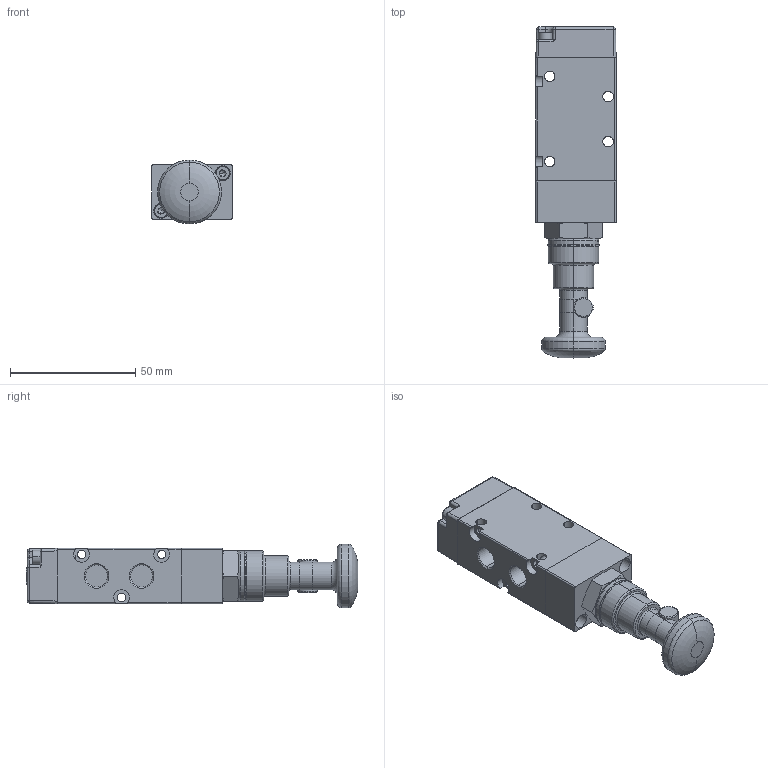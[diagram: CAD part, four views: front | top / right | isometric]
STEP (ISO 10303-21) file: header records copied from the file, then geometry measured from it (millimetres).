
FILE_DESCRIPTION(( '521TT.stp' ), '1');
FILE_NAME( '521TT.stp', '2019-02-01T14:48:22',( 'Sopra'),('sopra-pneumatic.com'), 'SwSTEP 2.0','SolidWorks 2009','' );
FILE_SCHEMA (( 'AUTOMOTIVE_DESIGN' ));
Length unit declared in the file: millimetre
Products named in the file (1): 00_069_4
Bounding box: 32 x 132.55 x 25.5 mm (x, y, z)
Volume: 64883.8 mm3; surface area: 21601.6 mm2
Topology: 8 solids, 8 shells, 814 faces, 2162 edges, 1383 vertices
Faces by surface type: plane 565, cylinder 112, cone 63, torus 40, bspline 34
Entity records: 28554 total; most frequent: CARTESIAN_POINT 7689, ORIENTED_EDGE 4300, DIRECTION 3876, EDGE_CURVE 2150, LINE 1630, VECTOR 1630, VERTEX_POINT 1383, AXIS2_PLACEMENT_3D 1123
